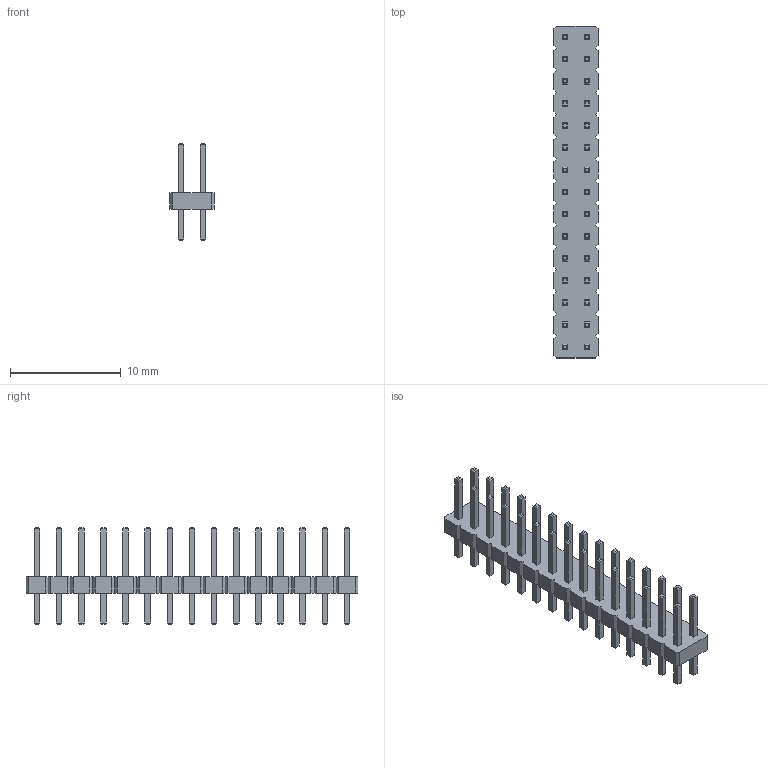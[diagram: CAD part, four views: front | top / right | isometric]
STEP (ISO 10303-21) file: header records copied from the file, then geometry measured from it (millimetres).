
FILE_DESCRIPTION(('FreeCAD Model'),'2;1');
FILE_NAME('./generated_pinheaders//PinHeader_Straight_2x15x2.00mm.step', '2016-03-29T23:04:27',('Author'),(''), 'Open CASCADE STEP processor 6.8','FreeCAD','Unknown');
FILE_SCHEMA(('AUTOMOTIVE_DESIGN_CC2 { 1 2 10303 214 -1 1 5 4 }'));
Length unit declared in the file: millimetre
Products named in the file (1): PinHeader_Straight_2x15x200mm
Bounding box: 4 x 30 x 8.7 mm (x, y, z)
Volume: 230.7 mm3; surface area: 770 mm2
Topology: 1 solids, 1 shells, 634 faces, 1476 edges, 904 vertices
Faces by surface type: plane 634
Entity records: 40499 total; most frequent: CARTESIAN_POINT 6447, DIRECTION 5218, LINE 3948, VECTOR 3948, ORIENTED_EDGE 2952, PCURVE 2952, DEFINITIONAL_REPRESENTATION 2952, EDGE_CURVE 1476
